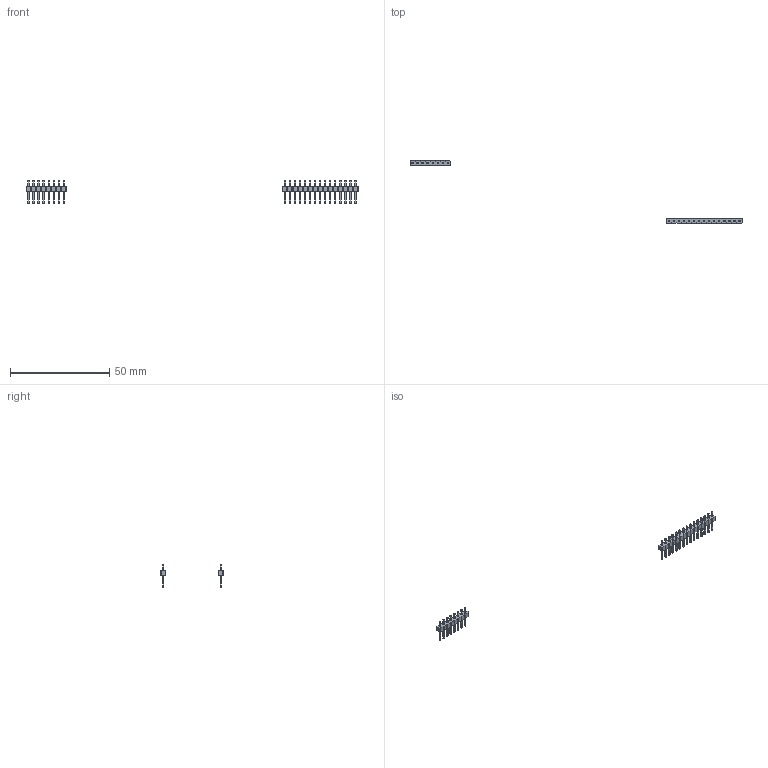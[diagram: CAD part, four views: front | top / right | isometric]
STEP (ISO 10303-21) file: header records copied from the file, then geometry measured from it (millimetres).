
FILE_DESCRIPTION(('FreeCAD Model'),'2;1');
FILE_NAME('Open CASCADE Shape Model','2022-03-03T13:10:49',('Author'),( ''),'Open CASCADE STEP processor 7.4','FreeCAD','Unknown');
FILE_SCHEMA(('AUTOMOTIVE_DESIGN { 1 0 10303 214 1 1 1 1 }'));
Length unit declared in the file: millimetre
Products named in the file (3): cpu_input_output_control; J5_PinHeader_1x15_P254mm_Vertical_3a906b7ae1da; J11_PinHeader_1x08_P254mm_Vertical_08b7b219e5ed
Assembly tree (2 placements, depth 2):
  cpu_input_output_control
    J5_PinHeader_1x15_P254mm_Vertical_3a906b7ae1da
    J11_PinHeader_1x08_P254mm_Vertical_08b7b219e5ed
Bounding box: 167.38 x 31.5 x 11.54 mm (x, y, z)
Volume: 452.9 mm3; surface area: 1149.8 mm2
Topology: 2 solids, 2 shells, 560 faces, 1346 edges, 836 vertices
Faces by surface type: plane 560
Entity records: 19668 total; most frequent: CARTESIAN_POINT 2745, ORIENTED_EDGE 2692, DIRECTION 2472, EDGE_CURVE 1346, LINE 1346, VECTOR 1346, VERTEX_POINT 836, FACE_BOUND 606
